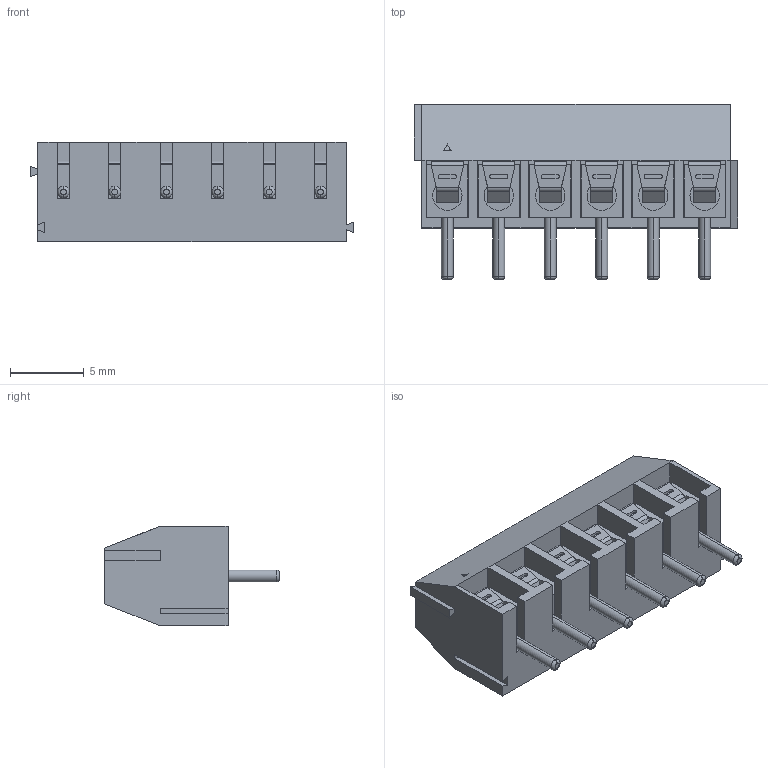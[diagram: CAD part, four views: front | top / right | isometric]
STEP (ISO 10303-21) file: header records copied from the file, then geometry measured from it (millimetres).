
FILE_DESCRIPTION (( 'STEP AP214' ), '1' );
FILE_NAME ('DG350-3.96-06P-12-00AH.STEP', '2021-01-18T04:39:18', ( '' ), ( '' ), 'SwSTEP 2.0', 'SolidWorks 2020', '' );
FILE_SCHEMA (( 'AUTOMOTIVE_DESIGN' ));
Length unit declared in the file: millimetre
Products named in the file (1): DG350-3.96-06P-12-00AH
Bounding box: 22 x 11.9 x 6.8 mm (x, y, z)
Volume: 861.8 mm3; surface area: 1886 mm2
Topology: 1 solids, 1 shells, 697 faces, 1816 edges, 1172 vertices
Faces by surface type: plane 370, bspline 171, cylinder 90, torus 54, cone 12
Entity records: 36286 total; most frequent: CARTESIAN_POINT 14033, ORIENTED_EDGE 3632, DIRECTION 2792, EDGE_CURVE 1816, VERTEX_POINT 1172, VECTOR 1114, LINE 1114, AXIS2_PLACEMENT_3D 839
